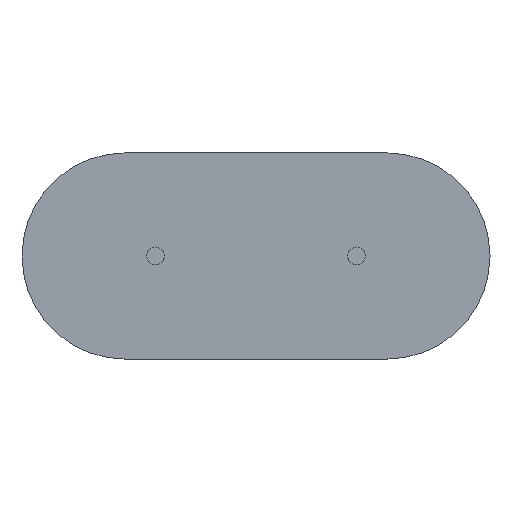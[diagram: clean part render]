
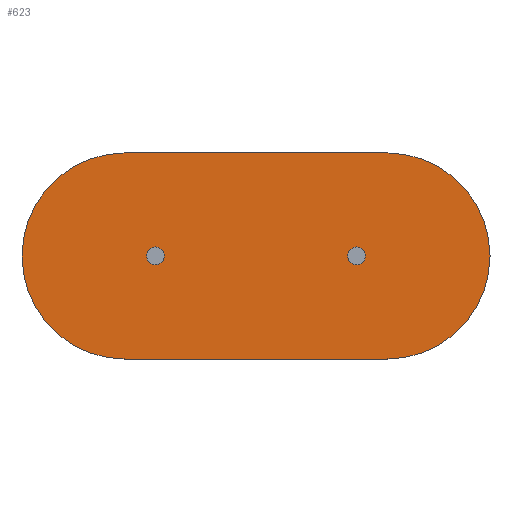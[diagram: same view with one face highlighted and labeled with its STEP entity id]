
A CAD part, top view. The second image highlights one B-rep face of the part: STEP entity #623.
In plain terms, the highlighted planar face has unit normal (0, 0, 1).
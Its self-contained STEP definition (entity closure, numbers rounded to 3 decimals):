
#1 = CARTESIAN_POINT ( 'NONE',  ( 5.675, 0., 0. ) ) ;
#9 = CARTESIAN_POINT ( 'NONE',  ( -3.175, 0., 0. ) ) ;
#22 = VERTEX_POINT ( 'NONE', #184 ) ;
#58 = EDGE_CURVE ( 'NONE', #409, #709, #73, .T. ) ;
#68 = DIRECTION ( 'NONE',  ( 1., 0., 0. ) ) ;
#73 = CIRCLE ( 'NONE', #169, 2.5 ) ;
#74 = DIRECTION ( 'NONE',  ( 1., 0., 0. ) ) ;
#77 = CARTESIAN_POINT ( 'NONE',  ( -3.175, 0., 0. ) ) ;
#83 = VERTEX_POINT ( 'NONE', #682 ) ;
#84 = DIRECTION ( 'NONE',  ( 1., 0., 0. ) ) ;
#94 = DIRECTION ( 'NONE',  ( 0., 0., 1. ) ) ;
#116 = FACE_BOUND ( 'NONE', #776, .T. ) ;
#135 = EDGE_CURVE ( 'NONE', #22, #409, #251, .T. ) ;
#140 = CARTESIAN_POINT ( 'NONE',  ( 2.44, 0., 0. ) ) ;
#169 = AXIS2_PLACEMENT_3D ( 'NONE', #419, #94, #687 ) ;
#184 = CARTESIAN_POINT ( 'NONE',  ( 3.175, -2.5, 0. ) ) ;
#193 = ORIENTED_EDGE ( 'NONE', *, *, #384, .F. ) ;
#203 = CIRCLE ( 'NONE', #523, 0.215 ) ;
#208 = VERTEX_POINT ( 'NONE', #488 ) ;
#210 = AXIS2_PLACEMENT_3D ( 'NONE', #217, #364, #84 ) ;
#217 = CARTESIAN_POINT ( 'NONE',  ( 3.175, 0., 0. ) ) ;
#227 = VERTEX_POINT ( 'NONE', #840 ) ;
#235 = AXIS2_PLACEMENT_3D ( 'NONE', #282, #807, #74 ) ;
#245 = CARTESIAN_POINT ( 'NONE',  ( 2.225, 0., 0. ) ) ;
#250 = DIRECTION ( 'NONE',  ( 0., 0., 1. ) ) ;
#251 = CIRCLE ( 'NONE', #210, 2.5 ) ;
#257 = CARTESIAN_POINT ( 'NONE',  ( -2.44, 0., 0. ) ) ;
#282 = CARTESIAN_POINT ( 'NONE',  ( 2.44, 0., 0. ) ) ;
#285 = DIRECTION ( 'NONE',  ( 1., 0., 0. ) ) ;
#287 = CIRCLE ( 'NONE', #327, 2.5 ) ;
#292 = ORIENTED_EDGE ( 'NONE', *, *, #135, .T. ) ;
#299 = CARTESIAN_POINT ( 'NONE',  ( 3.175, 2.5, 0. ) ) ;
#313 = ORIENTED_EDGE ( 'NONE', *, *, #529, .F. ) ;
#327 = AXIS2_PLACEMENT_3D ( 'NONE', #9, #726, #730 ) ;
#339 = DIRECTION ( 'NONE',  ( 1., 0., 0. ) ) ;
#346 = PLANE ( 'NONE',  #526 ) ;
#364 = DIRECTION ( 'NONE',  ( 0., 0., 1. ) ) ;
#366 = AXIS2_PLACEMENT_3D ( 'NONE', #467, #591, #68 ) ;
#382 = VECTOR ( 'NONE', #644, 1000. ) ;
#384 = EDGE_CURVE ( 'NONE', #462, #208, #203, .T. ) ;
#385 = VERTEX_POINT ( 'NONE', #454 ) ;
#390 = DIRECTION ( 'NONE',  ( 1., 0., 0. ) ) ;
#391 = CARTESIAN_POINT ( 'NONE',  ( -3.175, 2.5, 0. ) ) ;
#409 = VERTEX_POINT ( 'NONE', #1 ) ;
#412 = DIRECTION ( 'NONE',  ( 0., 0., 1. ) ) ;
#413 = EDGE_CURVE ( 'NONE', #709, #385, #441, .T. ) ;
#419 = CARTESIAN_POINT ( 'NONE',  ( 3.175, 0., 0. ) ) ;
#428 = VECTOR ( 'NONE', #339, 1000. ) ;
#441 = LINE ( 'NONE', #391, #382 ) ;
#454 = CARTESIAN_POINT ( 'NONE',  ( -3.175, 2.5, 0. ) ) ;
#462 = VERTEX_POINT ( 'NONE', #582 ) ;
#465 = FACE_OUTER_BOUND ( 'NONE', #802, .T. ) ;
#467 = CARTESIAN_POINT ( 'NONE',  ( -2.44, 0., 0. ) ) ;
#476 = DIRECTION ( 'NONE',  ( 0., 0., 1. ) ) ;
#483 = EDGE_CURVE ( 'NONE', #385, #227, #287, .T. ) ;
#488 = CARTESIAN_POINT ( 'NONE',  ( -2.225, 0., 0. ) ) ;
#495 = FACE_BOUND ( 'NONE', #522, .T. ) ;
#509 = CIRCLE ( 'NONE', #235, 0.215 ) ;
#513 = EDGE_CURVE ( 'NONE', #227, #22, #534, .T. ) ;
#522 = EDGE_LOOP ( 'NONE', ( #193, #313 ) ) ;
#523 = AXIS2_PLACEMENT_3D ( 'NONE', #257, #250, #390 ) ;
#526 = AXIS2_PLACEMENT_3D ( 'NONE', #77, #412, #285 ) ;
#529 = EDGE_CURVE ( 'NONE', #208, #462, #761, .T. ) ;
#534 = LINE ( 'NONE', #661, #428 ) ;
#535 = ORIENTED_EDGE ( 'NONE', *, *, #483, .T. ) ;
#576 = ORIENTED_EDGE ( 'NONE', *, *, #606, .F. ) ;
#577 = EDGE_CURVE ( 'NONE', #809, #83, #837, .T. ) ;
#582 = CARTESIAN_POINT ( 'NONE',  ( -2.655, 0., 0. ) ) ;
#591 = DIRECTION ( 'NONE',  ( 0., 0., 1. ) ) ;
#606 = EDGE_CURVE ( 'NONE', #83, #809, #509, .T. ) ;
#623 = ADVANCED_FACE ( 'NONE', ( #495, #465, #116 ), #346, .T. ) ;
#644 = DIRECTION ( 'NONE',  ( -1., 0., 0. ) ) ;
#648 = ORIENTED_EDGE ( 'NONE', *, *, #513, .T. ) ;
#661 = CARTESIAN_POINT ( 'NONE',  ( -3.175, -2.5, 0. ) ) ;
#682 = CARTESIAN_POINT ( 'NONE',  ( 2.655, 0., 0. ) ) ;
#687 = DIRECTION ( 'NONE',  ( 1., 0., 0. ) ) ;
#709 = VERTEX_POINT ( 'NONE', #299 ) ;
#720 = AXIS2_PLACEMENT_3D ( 'NONE', #140, #476, #741 ) ;
#726 = DIRECTION ( 'NONE',  ( 0., 0., 1. ) ) ;
#730 = DIRECTION ( 'NONE',  ( 1., 0., 0. ) ) ;
#741 = DIRECTION ( 'NONE',  ( 1., 0., 0. ) ) ;
#749 = ORIENTED_EDGE ( 'NONE', *, *, #413, .T. ) ;
#761 = CIRCLE ( 'NONE', #366, 0.215 ) ;
#775 = ORIENTED_EDGE ( 'NONE', *, *, #577, .F. ) ;
#776 = EDGE_LOOP ( 'NONE', ( #775, #576 ) ) ;
#780 = ORIENTED_EDGE ( 'NONE', *, *, #58, .T. ) ;
#802 = EDGE_LOOP ( 'NONE', ( #535, #648, #292, #780, #749 ) ) ;
#807 = DIRECTION ( 'NONE',  ( 0., 0., 1. ) ) ;
#809 = VERTEX_POINT ( 'NONE', #245 ) ;
#837 = CIRCLE ( 'NONE', #720, 0.215 ) ;
#840 = CARTESIAN_POINT ( 'NONE',  ( -3.175, -2.5, 0. ) ) ;
